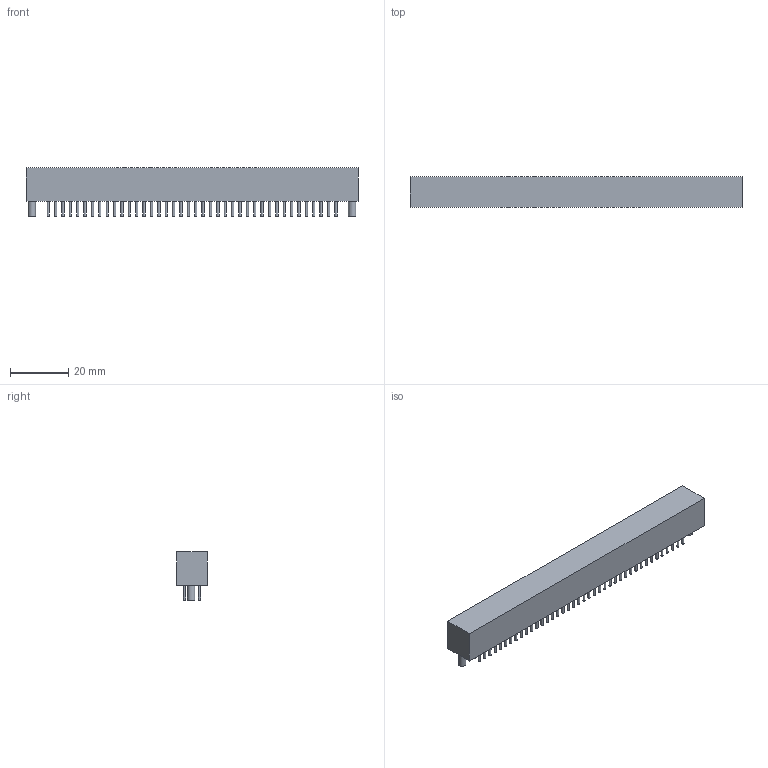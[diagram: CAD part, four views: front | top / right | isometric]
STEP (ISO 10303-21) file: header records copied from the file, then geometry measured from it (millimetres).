
FILE_DESCRIPTION(('FreeCAD Model'),'2;1');
FILE_NAME('13662460.1.3.stp','2021-02-26T13:18:02',( 'Author'),(''),'Open CASCADE STEP processor 6.9','FreeCAD','Unknown' );
FILE_SCHEMA(('AUTOMOTIVE_DESIGN { 1 0 10303 214 1 1 1 1 }'));
Length unit declared in the file: millimetre
Products named in the file (3): ASSEMBLY; Body; Leads
Assembly tree (2 placements, depth 2):
  ASSEMBLY
    Body
    Leads
Bounding box: 114.3 x 10.59 x 16.61 mm (x, y, z)
Volume: 14293.5 mm3; surface area: 7058.7 mm2
Topology: 123 solids, 123 shells, 372 faces, 378 edges, 252 vertices
Faces by surface type: plane 250, cylinder 122
Full cylindrical faces by diameter (mm): 0.8 x120, 2.59 x2
Entity records: 12693 total; most frequent: DIRECTION 2128, CARTESIAN_POINT 1761, ORIENTED_EDGE 756, PCURVE 756, DEFINITIONAL_REPRESENTATION 756, LINE 646, VECTOR 646, AXIS2_PLACEMENT_3D 619
